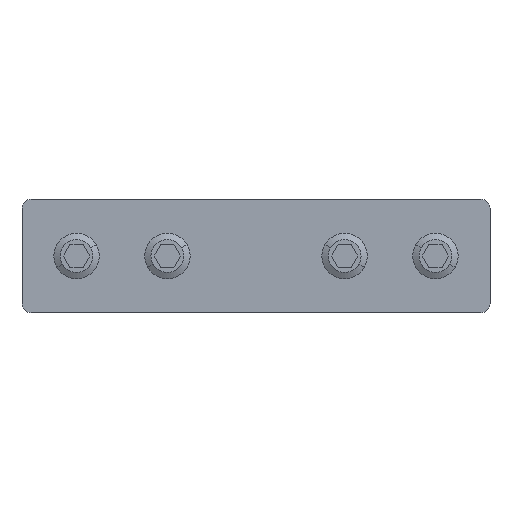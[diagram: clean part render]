
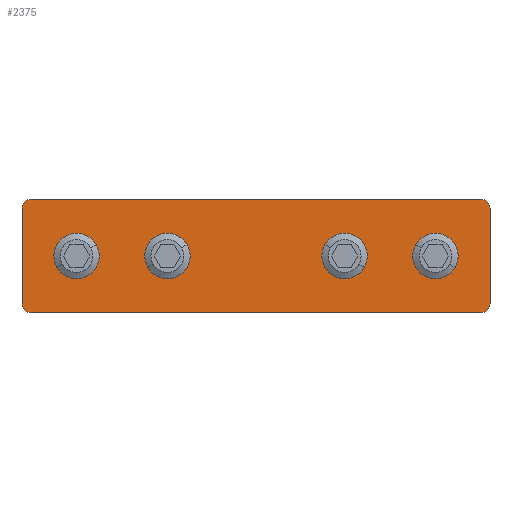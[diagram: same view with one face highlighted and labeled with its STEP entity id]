
A CAD part, left-side view. The second image highlights one B-rep face of the part: STEP entity #2375.
In plain terms, the highlighted planar face has unit normal (-1, 0, 0).
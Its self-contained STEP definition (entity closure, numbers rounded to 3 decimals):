
#34 = CARTESIAN_POINT ( 'NONE',  ( -34., 103., 0. ) ) ;
#35 = DIRECTION ( 'NONE',  ( 0., -1., 0. ) ) ;
#50 = DIRECTION ( 'NONE',  ( 0., 1., 0. ) ) ;
#73 = DIRECTION ( 'NONE',  ( 0., -1., 0. ) ) ;
#74 = DIRECTION ( 'NONE',  ( -1., 0., 0. ) ) ;
#76 = EDGE_CURVE ( 'NONE', #3044, #1436, #554, .T. ) ;
#116 = CARTESIAN_POINT ( 'NONE',  ( -34., 2., 23. ) ) ;
#186 = CARTESIAN_POINT ( 'NONE',  ( -34., 32., 16.75 ) ) ;
#200 = AXIS2_PLACEMENT_3D ( 'NONE', #1612, #1332, #229 ) ;
#202 = CIRCLE ( 'NONE', #306, 2. ) ;
#218 = EDGE_LOOP ( 'NONE', ( #853, #3489 ) ) ;
#229 = DIRECTION ( 'NONE',  ( 0., 0., 1. ) ) ;
#244 = FACE_OUTER_BOUND ( 'NONE', #284, .T. ) ;
#278 = DIRECTION ( 'NONE',  ( 0., 0., 1. ) ) ;
#284 = EDGE_LOOP ( 'NONE', ( #1579, #2906, #2106, #758, #1672, #1468, #785, #1694 ) ) ;
#303 = CARTESIAN_POINT ( 'NONE',  ( -34., 101., 2. ) ) ;
#306 = AXIS2_PLACEMENT_3D ( 'NONE', #303, #74, #2460 ) ;
#369 = CARTESIAN_POINT ( 'NONE',  ( -34., 12., 12.5 ) ) ;
#407 = LINE ( 'NONE', #3080, #670 ) ;
#431 = CARTESIAN_POINT ( 'NONE',  ( -34., 0., 23. ) ) ;
#445 = AXIS2_PLACEMENT_3D ( 'NONE', #1754, #609, #2793 ) ;
#475 = CARTESIAN_POINT ( 'NONE',  ( -34., 32., 8.25 ) ) ;
#493 = EDGE_LOOP ( 'NONE', ( #2641, #2134 ) ) ;
#500 = EDGE_CURVE ( 'NONE', #3167, #1081, #3092, .T. ) ;
#554 = CIRCLE ( 'NONE', #2930, 4.25 ) ;
#583 = CARTESIAN_POINT ( 'NONE',  ( -34., 91., 16.75 ) ) ;
#609 = DIRECTION ( 'NONE',  ( -1., 0., 0. ) ) ;
#617 = VERTEX_POINT ( 'NONE', #2079 ) ;
#648 = EDGE_CURVE ( 'NONE', #3288, #3167, #202, .T. ) ;
#670 = VECTOR ( 'NONE', #1476, 1000. ) ;
#672 = LINE ( 'NONE', #2480, #940 ) ;
#719 = CIRCLE ( 'NONE', #1891, 2. ) ;
#725 = ORIENTED_EDGE ( 'NONE', *, *, #2431, .F. ) ;
#740 = CARTESIAN_POINT ( 'NONE',  ( -34., 2., 2. ) ) ;
#741 = EDGE_LOOP ( 'NONE', ( #2940, #725 ) ) ;
#758 = ORIENTED_EDGE ( 'NONE', *, *, #3238, .T. ) ;
#785 = ORIENTED_EDGE ( 'NONE', *, *, #1688, .F. ) ;
#801 = VERTEX_POINT ( 'NONE', #431 ) ;
#816 = CARTESIAN_POINT ( 'NONE',  ( -34., 103., 25. ) ) ;
#817 = EDGE_CURVE ( 'NONE', #1436, #3044, #924, .T. ) ;
#845 = CARTESIAN_POINT ( 'NONE',  ( -34., 101., 25. ) ) ;
#853 = ORIENTED_EDGE ( 'NONE', *, *, #76, .F. ) ;
#863 = DIRECTION ( 'NONE',  ( 0., 0., 1. ) ) ;
#924 = CIRCLE ( 'NONE', #2741, 4.25 ) ;
#940 = VECTOR ( 'NONE', #2774, 1000. ) ;
#961 = CARTESIAN_POINT ( 'NONE',  ( -34., 101., 0. ) ) ;
#975 = CARTESIAN_POINT ( 'NONE',  ( -34., 103., 2. ) ) ;
#1037 = CARTESIAN_POINT ( 'NONE',  ( -34., 71., 8.25 ) ) ;
#1066 = FACE_BOUND ( 'NONE', #218, .T. ) ;
#1081 = VERTEX_POINT ( 'NONE', #1552 ) ;
#1085 = AXIS2_PLACEMENT_3D ( 'NONE', #2969, #1109, #278 ) ;
#1099 = EDGE_CURVE ( 'NONE', #3385, #1765, #1896, .T. ) ;
#1109 = DIRECTION ( 'NONE',  ( -1., 0., 0. ) ) ;
#1128 = DIRECTION ( 'NONE',  ( 0., 0., 1. ) ) ;
#1156 = AXIS2_PLACEMENT_3D ( 'NONE', #3134, #2619, #1794 ) ;
#1252 = EDGE_CURVE ( 'NONE', #2278, #2924, #2250, .T. ) ;
#1299 = DIRECTION ( 'NONE',  ( 1., 0., 0. ) ) ;
#1310 = FACE_BOUND ( 'NONE', #493, .T. ) ;
#1328 = DIRECTION ( 'NONE',  ( 0., 0., 1. ) ) ;
#1332 = DIRECTION ( 'NONE',  ( -1., 0., 0. ) ) ;
#1347 = DIRECTION ( 'NONE',  ( 0., 1., 0. ) ) ;
#1386 = DIRECTION ( 'NONE',  ( 0., 0., 1. ) ) ;
#1426 = DIRECTION ( 'NONE',  ( -1., 0., 0. ) ) ;
#1435 = CARTESIAN_POINT ( 'NONE',  ( -34., 12., 8.25 ) ) ;
#1436 = VERTEX_POINT ( 'NONE', #1435 ) ;
#1468 = ORIENTED_EDGE ( 'NONE', *, *, #2475, .T. ) ;
#1476 = DIRECTION ( 'NONE',  ( 0., 0., -1. ) ) ;
#1488 = CIRCLE ( 'NONE', #2120, 2. ) ;
#1552 = CARTESIAN_POINT ( 'NONE',  ( -34., 2., 0. ) ) ;
#1566 = VERTEX_POINT ( 'NONE', #475 ) ;
#1579 = ORIENTED_EDGE ( 'NONE', *, *, #2010, .T. ) ;
#1585 = LINE ( 'NONE', #816, #3527 ) ;
#1589 = DIRECTION ( 'NONE',  ( -1., 0., 0. ) ) ;
#1612 = CARTESIAN_POINT ( 'NONE',  ( -34., 71., 12.5 ) ) ;
#1644 = VECTOR ( 'NONE', #73, 1000. ) ;
#1672 = ORIENTED_EDGE ( 'NONE', *, *, #3073, .F. ) ;
#1687 = CIRCLE ( 'NONE', #445, 2. ) ;
#1688 = EDGE_CURVE ( 'NONE', #2518, #617, #1585, .T. ) ;
#1694 = ORIENTED_EDGE ( 'NONE', *, *, #1963, .T. ) ;
#1709 = DIRECTION ( 'NONE',  ( -1., 0., 0. ) ) ;
#1721 = CARTESIAN_POINT ( 'NONE',  ( -34., 0., 2. ) ) ;
#1727 = EDGE_LOOP ( 'NONE', ( #2864, #1954 ) ) ;
#1754 = CARTESIAN_POINT ( 'NONE',  ( -34., 101., 23. ) ) ;
#1765 = VERTEX_POINT ( 'NONE', #2153 ) ;
#1794 = DIRECTION ( 'NONE',  ( 0., 0., 1. ) ) ;
#1797 = AXIS2_PLACEMENT_3D ( 'NONE', #1955, #3088, #1386 ) ;
#1824 = DIRECTION ( 'NONE',  ( 0., 1., 0. ) ) ;
#1891 = AXIS2_PLACEMENT_3D ( 'NONE', #116, #2730, #50 ) ;
#1896 = CIRCLE ( 'NONE', #1156, 4.25 ) ;
#1900 = CARTESIAN_POINT ( 'NONE',  ( -34., 103., 25. ) ) ;
#1909 = CARTESIAN_POINT ( 'NONE',  ( -34., 71., 16.75 ) ) ;
#1918 = DIRECTION ( 'NONE',  ( -1., 0., 0. ) ) ;
#1943 = VERTEX_POINT ( 'NONE', #1721 ) ;
#1954 = ORIENTED_EDGE ( 'NONE', *, *, #1252, .F. ) ;
#1955 = CARTESIAN_POINT ( 'NONE',  ( -34., 32., 12.5 ) ) ;
#1963 = EDGE_CURVE ( 'NONE', #2518, #2547, #1687, .T. ) ;
#2010 = EDGE_CURVE ( 'NONE', #2547, #3288, #672, .T. ) ;
#2079 = CARTESIAN_POINT ( 'NONE',  ( -34., 2., 25. ) ) ;
#2106 = ORIENTED_EDGE ( 'NONE', *, *, #500, .T. ) ;
#2120 = AXIS2_PLACEMENT_3D ( 'NONE', #740, #3183, #1824 ) ;
#2134 = ORIENTED_EDGE ( 'NONE', *, *, #2943, .F. ) ;
#2153 = CARTESIAN_POINT ( 'NONE',  ( -34., 91., 8.25 ) ) ;
#2242 = CIRCLE ( 'NONE', #3333, 4.25 ) ;
#2247 = AXIS2_PLACEMENT_3D ( 'NONE', #1900, #1299, #1347 ) ;
#2250 = CIRCLE ( 'NONE', #2751, 4.25 ) ;
#2278 = VERTEX_POINT ( 'NONE', #1037 ) ;
#2314 = EDGE_CURVE ( 'NONE', #2924, #2278, #3146, .T. ) ;
#2375 = ADVANCED_FACE ( 'NONE', ( #2409, #1066, #2682, #244, #1310 ), #2929, .F. ) ;
#2409 = FACE_BOUND ( 'NONE', #1727, .T. ) ;
#2431 = EDGE_CURVE ( 'NONE', #1566, #3194, #2242, .T. ) ;
#2460 = DIRECTION ( 'NONE',  ( 0., 1., 0. ) ) ;
#2469 = EDGE_CURVE ( 'NONE', #3194, #1566, #3262, .T. ) ;
#2475 = EDGE_CURVE ( 'NONE', #801, #617, #719, .T. ) ;
#2476 = CARTESIAN_POINT ( 'NONE',  ( -34., 32., 12.5 ) ) ;
#2480 = CARTESIAN_POINT ( 'NONE',  ( -34., 103., 25. ) ) ;
#2518 = VERTEX_POINT ( 'NONE', #845 ) ;
#2546 = CARTESIAN_POINT ( 'NONE',  ( -34., 12., 16.75 ) ) ;
#2547 = VERTEX_POINT ( 'NONE', #3020 ) ;
#2619 = DIRECTION ( 'NONE',  ( -1., 0., 0. ) ) ;
#2641 = ORIENTED_EDGE ( 'NONE', *, *, #1099, .F. ) ;
#2682 = FACE_BOUND ( 'NONE', #741, .T. ) ;
#2730 = DIRECTION ( 'NONE',  ( -1., 0., 0. ) ) ;
#2741 = AXIS2_PLACEMENT_3D ( 'NONE', #369, #1709, #1128 ) ;
#2742 = CARTESIAN_POINT ( 'NONE',  ( -34., 12., 12.5 ) ) ;
#2751 = AXIS2_PLACEMENT_3D ( 'NONE', #2802, #1589, #3304 ) ;
#2774 = DIRECTION ( 'NONE',  ( 0., 0., -1. ) ) ;
#2793 = DIRECTION ( 'NONE',  ( 0., 1., 0. ) ) ;
#2802 = CARTESIAN_POINT ( 'NONE',  ( -34., 71., 12.5 ) ) ;
#2815 = CIRCLE ( 'NONE', #1085, 4.25 ) ;
#2864 = ORIENTED_EDGE ( 'NONE', *, *, #2314, .F. ) ;
#2906 = ORIENTED_EDGE ( 'NONE', *, *, #648, .T. ) ;
#2924 = VERTEX_POINT ( 'NONE', #1909 ) ;
#2929 = PLANE ( 'NONE',  #2247 ) ;
#2930 = AXIS2_PLACEMENT_3D ( 'NONE', #2742, #1918, #1328 ) ;
#2940 = ORIENTED_EDGE ( 'NONE', *, *, #2469, .F. ) ;
#2943 = EDGE_CURVE ( 'NONE', #1765, #3385, #2815, .T. ) ;
#2969 = CARTESIAN_POINT ( 'NONE',  ( -34., 91., 12.5 ) ) ;
#3020 = CARTESIAN_POINT ( 'NONE',  ( -34., 103., 23. ) ) ;
#3044 = VERTEX_POINT ( 'NONE', #2546 ) ;
#3073 = EDGE_CURVE ( 'NONE', #801, #1943, #407, .T. ) ;
#3080 = CARTESIAN_POINT ( 'NONE',  ( -34., 0., 25. ) ) ;
#3088 = DIRECTION ( 'NONE',  ( -1., 0., 0. ) ) ;
#3092 = LINE ( 'NONE', #34, #1644 ) ;
#3134 = CARTESIAN_POINT ( 'NONE',  ( -34., 91., 12.5 ) ) ;
#3146 = CIRCLE ( 'NONE', #200, 4.25 ) ;
#3167 = VERTEX_POINT ( 'NONE', #961 ) ;
#3183 = DIRECTION ( 'NONE',  ( -1., 0., 0. ) ) ;
#3194 = VERTEX_POINT ( 'NONE', #186 ) ;
#3238 = EDGE_CURVE ( 'NONE', #1081, #1943, #1488, .T. ) ;
#3262 = CIRCLE ( 'NONE', #1797, 4.25 ) ;
#3288 = VERTEX_POINT ( 'NONE', #975 ) ;
#3304 = DIRECTION ( 'NONE',  ( 0., 0., 1. ) ) ;
#3333 = AXIS2_PLACEMENT_3D ( 'NONE', #2476, #1426, #863 ) ;
#3385 = VERTEX_POINT ( 'NONE', #583 ) ;
#3489 = ORIENTED_EDGE ( 'NONE', *, *, #817, .F. ) ;
#3527 = VECTOR ( 'NONE', #35, 1000. ) ;
